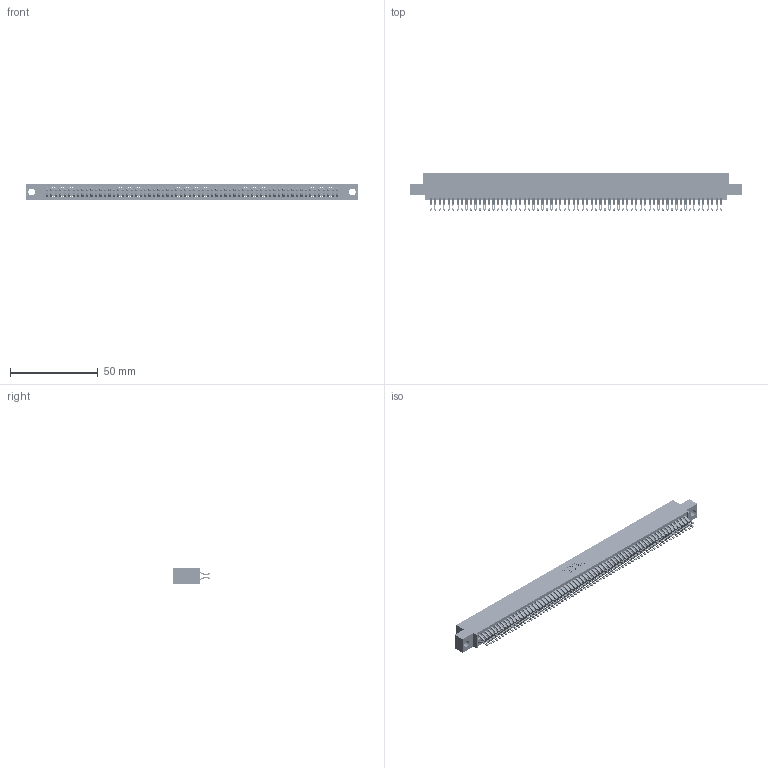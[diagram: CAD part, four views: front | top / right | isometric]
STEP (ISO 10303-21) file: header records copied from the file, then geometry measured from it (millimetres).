
FILE_DESCRIPTION (( 'STEP AP203' ), '1' );
FILE_NAME ('345-132-555-504.STEP', '2021-05-25T21:43:01', ( '' ), ( '' ), 'SwSTEP 2.0', 'SolidWorks 2020', '' );
FILE_SCHEMA (( 'CONFIG_CONTROL_DESIGN' ));
Length unit declared in the file: inch
Products named in the file (3): 345-132-555-504; 345 Part_0.110 Offset - 0.156 Dia-TI; 345-292-001_555 Tail
Assembly tree (133 placements, depth 2):
  345-132-555-504
    345 Part_0.110 Offset - 0.156 Dia-TI
    345-292-001_555 Tail  x132
Bounding box: 188.85 x 21.13 x 9.4 mm (x, y, z)
Volume: 18771.3 mm3; surface area: 29488.1 mm2
Topology: 133 solids, 133 shells, 7536 faces, 23753 edges, 15834 vertices
Faces by surface type: plane 4190, cylinder 3346
Entity records: 49431 total; most frequent: CARTESIAN_POINT 8304, ORIENTED_EDGE 8206, DIRECTION 7259, EDGE_CURVE 4103, VECTOR 3687, LINE 3687, VERTEX_POINT 2734, AXIS2_PLACEMENT_3D 1786
